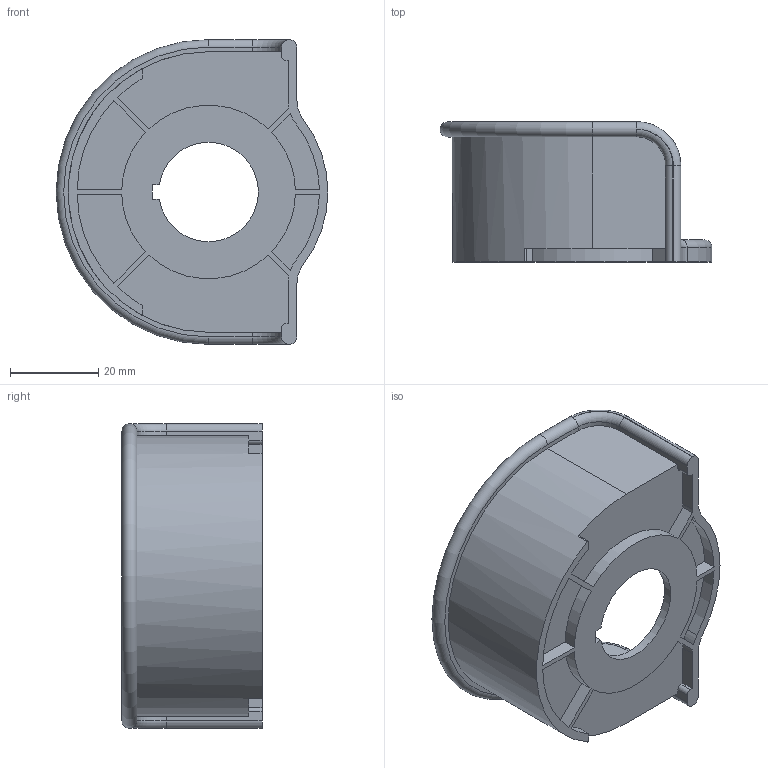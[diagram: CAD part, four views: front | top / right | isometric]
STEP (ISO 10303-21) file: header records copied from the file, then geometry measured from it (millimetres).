
FILE_DESCRIPTION((''),'2;1');
FILE_NAME('F-61','2023-07-05T',('Administrator'),('zyb.com'),'PRO/ENGINEER BY PARAMETRIC TECHNOLOGY CORPORATION, 2010280','PRO/ENGINEER BY PARAMETRIC TECHNOLOGY CORPORATION, 2010280','');
FILE_SCHEMA(('AUTOMOTIVE_DESIGN { 1 0 10303 214 1 1 1 1 }'));
Length unit declared in the file: millimetre
Products named in the file (1): F-61
Bounding box: 61.5 x 31.7 x 69 mm (x, y, z)
Volume: 15443.5 mm3; surface area: 15439.3 mm2
Topology: 1 solids, 1 shells, 99 faces, 254 edges, 162 vertices
Faces by surface type: cylinder 43, plane 42, torus 11, bspline 2, cone 1
Entity records: 4052 total; most frequent: CARTESIAN_POINT 681, DIRECTION 546, ORIENTED_EDGE 508, PRESENTATION_STYLE_ASSIGNMENT 255, STYLED_ITEM 255, CURVE_STYLE 254, EDGE_CURVE 254, AXIS2_PLACEMENT_3D 201
